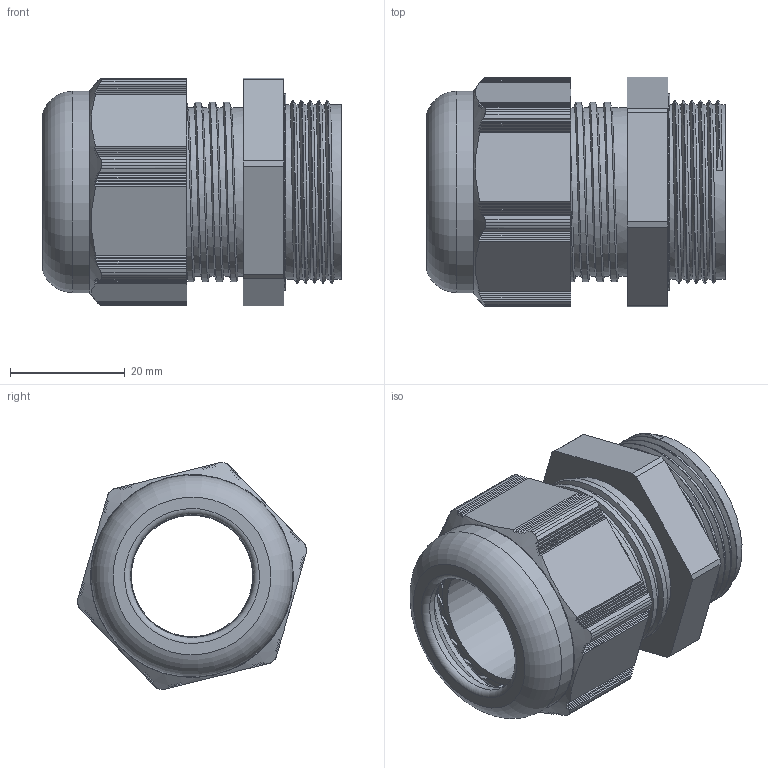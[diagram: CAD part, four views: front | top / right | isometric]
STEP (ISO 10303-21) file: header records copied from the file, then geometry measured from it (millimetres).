
FILE_DESCRIPTION(/* description */ ('Euro-Top Kappe M32'),/* implementation_level */ '2;1');
FILE_NAME(/* name */ '11084532-RST.stp',/* time_stamp */ '2016-08-17T12:23:54+02:00',/* author */ ('SL'),/* organization */ (''),/* preprocessor_version */ 'ST-DEVELOPER v15.2',/* originating_system */ 'Autodesk Inventor 2014',/* authorisation */ '');
FILE_SCHEMA (('AUTOMOTIVE_DESIGN { 1 0 10303 214 3 1 1 }'));
Length unit declared in the file: millimetre
Products named in the file (4): Euro-Top-08-4-BT-0001-11084532; Euro-Top-08-4-BT-0002-11084532; Euro-Top-08-4-BT-0003-11084532
Assembly tree (3 placements, depth 2):
  Euro-Top-08-4-BT-0001-11084532
    Euro-Top-08-4-BT-0001-11084532
    Euro-Top-08-4-BT-0002-11084532
    Euro-Top-08-4-BT-0003-11084532
Bounding box: 52 x 40.03 x 39.66 mm (x, y, z)
Volume: 13161.4 mm3; surface area: 22149 mm2
Topology: 2 solids, 3 shells, 368 faces, 1053 edges, 697 vertices
Faces by surface type: plane 255, cylinder 77, torus 26, bspline 6, cone 4
Full cylindrical faces by diameter (mm): 21.14 x1, 21.3 x1, 21.48 x1, 23.8 x1, 25.04 x1, 25.6 x1, 27.5 x1, 29 x1, 29.4 x5, 29.92 x6, 30.428 x6, 31.4 x1, 31.82 x7, 32 x1, 33.64 x1, 34.24 x1, 35.15 x1
Entity records: 24603 total; most frequent: CARTESIAN_POINT 16068, ORIENTED_EDGE 1902, DIRECTION 1607, EDGE_CURVE 951, VERTEX_POINT 646, AXIS2_PLACEMENT_3D 538, LINE 531, VECTOR 531
